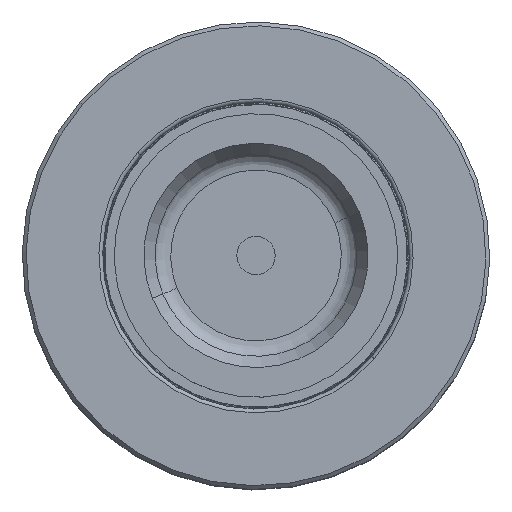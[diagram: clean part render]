
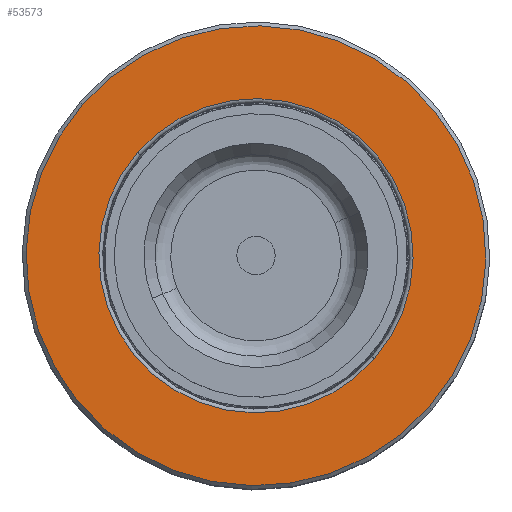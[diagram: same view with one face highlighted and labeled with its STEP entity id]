
A CAD part, top view. The second image highlights one B-rep face of the part: STEP entity #53573.
In plain terms, the highlighted face is planar.
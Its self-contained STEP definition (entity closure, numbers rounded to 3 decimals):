
#655 = ORIENTED_EDGE ( 'NONE', *, *, #61832, .T. ) ;
#1163 = AXIS2_PLACEMENT_3D ( 'NONE', #16147, #11558, #41469 ) ;
#1462 = VERTEX_POINT ( 'NONE', #33992 ) ;
#3843 = CIRCLE ( 'NONE', #32024, 20.5 ) ;
#5508 = ORIENTED_EDGE ( 'NONE', *, *, #25820, .F. ) ;
#6694 = FACE_OUTER_BOUND ( 'NONE', #34146, .T. ) ;
#8921 = DIRECTION ( 'NONE',  ( 0., 0., -1. ) ) ;
#9447 = VERTEX_POINT ( 'NONE', #18243 ) ;
#10854 = AXIS2_PLACEMENT_3D ( 'NONE', #52915, #42991, #8921 ) ;
#11558 = DIRECTION ( 'NONE',  ( 0., -1., 0. ) ) ;
#13234 = AXIS2_PLACEMENT_3D ( 'NONE', #58448, #59091, #14311 ) ;
#13895 = CIRCLE ( 'NONE', #1163, 30. ) ;
#14246 = CARTESIAN_POINT ( 'NONE',  ( 0., 33.687, 0. ) ) ;
#14311 = DIRECTION ( 'NONE',  ( 0., 0., 1. ) ) ;
#16147 = CARTESIAN_POINT ( 'NONE',  ( 0., 33.687, 0. ) ) ;
#16768 = CIRCLE ( 'NONE', #10854, 20.5 ) ;
#17458 = PLANE ( 'NONE',  #13234 ) ;
#18226 = EDGE_CURVE ( 'NONE', #9447, #25438, #13895, .T. ) ;
#18243 = CARTESIAN_POINT ( 'NONE',  ( 0., 33.687, 30. ) ) ;
#19645 = DIRECTION ( 'NONE',  ( 0., 0., -1. ) ) ;
#19883 = CIRCLE ( 'NONE', #25388, 30. ) ;
#19892 = FACE_BOUND ( 'NONE', #46429, .T. ) ;
#22498 = DIRECTION ( 'NONE',  ( 0., 0., -1. ) ) ;
#24791 = VERTEX_POINT ( 'NONE', #39860 ) ;
#25388 = AXIS2_PLACEMENT_3D ( 'NONE', #42011, #36611, #22498 ) ;
#25438 = VERTEX_POINT ( 'NONE', #41873 ) ;
#25820 = EDGE_CURVE ( 'NONE', #25438, #9447, #19883, .T. ) ;
#27442 = EDGE_CURVE ( 'NONE', #24791, #1462, #16768, .T. ) ;
#32024 = AXIS2_PLACEMENT_3D ( 'NONE', #14246, #39579, #19645 ) ;
#33992 = CARTESIAN_POINT ( 'NONE',  ( 0., 33.687, -20.5 ) ) ;
#34146 = EDGE_LOOP ( 'NONE', ( #5508, #60786 ) ) ;
#36611 = DIRECTION ( 'NONE',  ( 0., -1., 0. ) ) ;
#39579 = DIRECTION ( 'NONE',  ( 0., -1., 0. ) ) ;
#39860 = CARTESIAN_POINT ( 'NONE',  ( 0., 33.687, 20.5 ) ) ;
#41469 = DIRECTION ( 'NONE',  ( 0., 0., -1. ) ) ;
#41873 = CARTESIAN_POINT ( 'NONE',  ( 0., 33.687, -30. ) ) ;
#42011 = CARTESIAN_POINT ( 'NONE',  ( 0., 33.687, 0. ) ) ;
#42991 = DIRECTION ( 'NONE',  ( 0., -1., 0. ) ) ;
#46429 = EDGE_LOOP ( 'NONE', ( #655, #60243 ) ) ;
#52915 = CARTESIAN_POINT ( 'NONE',  ( 0., 33.687, 0. ) ) ;
#53573 = ADVANCED_FACE ( 'NONE', ( #19892, #6694 ), #17458, .T. ) ;
#58448 = CARTESIAN_POINT ( 'NONE',  ( 30., 33.687, 0. ) ) ;
#59091 = DIRECTION ( 'NONE',  ( 0., 1., 0. ) ) ;
#60243 = ORIENTED_EDGE ( 'NONE', *, *, #27442, .T. ) ;
#60786 = ORIENTED_EDGE ( 'NONE', *, *, #18226, .F. ) ;
#61832 = EDGE_CURVE ( 'NONE', #1462, #24791, #3843, .T. ) ;
